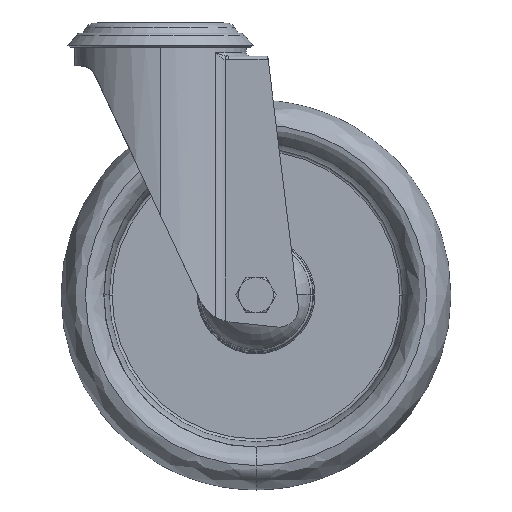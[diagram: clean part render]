
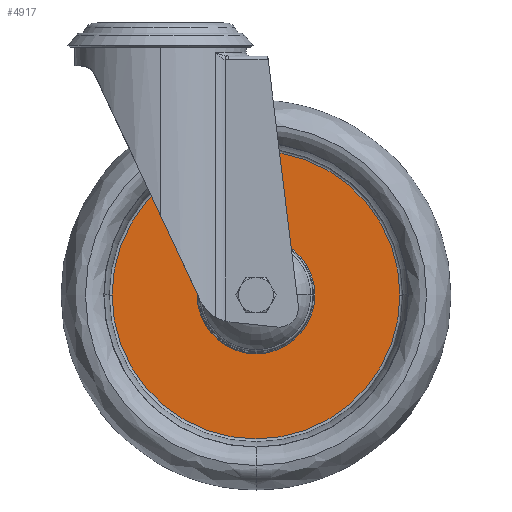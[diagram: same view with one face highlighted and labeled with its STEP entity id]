
A CAD part, top view. The second image highlights one B-rep face of the part: STEP entity #4917.
In plain terms, the highlighted planar face has unit normal (0, 0, 1).
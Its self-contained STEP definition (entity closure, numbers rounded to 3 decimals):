
#154 = AXIS2_PLACEMENT_3D ( 'NONE', #8093, #5263, #8913 ) ;
#378 = FACE_BOUND ( 'NONE', #7584, .T. ) ;
#626 = AXIS2_PLACEMENT_3D ( 'NONE', #7041, #1777, #5253 ) ;
#759 = CARTESIAN_POINT ( 'NONE',  ( 69.95, -120.692, -61.25 ) ) ;
#790 = ORIENTED_EDGE ( 'NONE', *, *, #6052, .F. ) ;
#1175 = CARTESIAN_POINT ( 'NONE',  ( 39.777, -120.692, -61.25 ) ) ;
#1624 = AXIS2_PLACEMENT_3D ( 'NONE', #5145, #3356, #2632 ) ;
#1777 = DIRECTION ( 'NONE',  ( 0., 0., 1. ) ) ;
#2632 = DIRECTION ( 'NONE',  ( -1., 0., 0. ) ) ;
#3356 = DIRECTION ( 'NONE',  ( 0., 0., -1. ) ) ;
#3928 = PLANE ( 'NONE',  #626 ) ;
#4218 = CIRCLE ( 'NONE', #1624, 73.814 ) ;
#4250 = EDGE_CURVE ( 'NONE', #10829, #8045, #4218, .T. ) ;
#4458 = CARTESIAN_POINT ( 'NONE',  ( 9.604, -120.692, -61.25 ) ) ;
#4563 = CIRCLE ( 'NONE', #9193, 30.173 ) ;
#4582 = VERTEX_POINT ( 'NONE', #759 ) ;
#4634 = ORIENTED_EDGE ( 'NONE', *, *, #4250, .F. ) ;
#4794 = ORIENTED_EDGE ( 'NONE', *, *, #9217, .F. ) ;
#4917 = ADVANCED_FACE ( 'NONE', ( #8336, #378 ), #3928, .T. ) ;
#5145 = CARTESIAN_POINT ( 'NONE',  ( 39.777, -120.692, -61.25 ) ) ;
#5253 = DIRECTION ( 'NONE',  ( -1., 0., 0. ) ) ;
#5263 = DIRECTION ( 'NONE',  ( 0., 0., -1. ) ) ;
#5994 = CARTESIAN_POINT ( 'NONE',  ( 39.777, -120.692, -61.25 ) ) ;
#6052 = EDGE_CURVE ( 'NONE', #7704, #4582, #10833, .T. ) ;
#7038 = EDGE_LOOP ( 'NONE', ( #4634, #4794 ) ) ;
#7041 = CARTESIAN_POINT ( 'NONE',  ( 39.777, -45.523, -61.25 ) ) ;
#7042 = CARTESIAN_POINT ( 'NONE',  ( -34.037, -120.692, -61.25 ) ) ;
#7382 = DIRECTION ( 'NONE',  ( 0., 0., 1. ) ) ;
#7584 = EDGE_LOOP ( 'NONE', ( #8699, #790 ) ) ;
#7704 = VERTEX_POINT ( 'NONE', #4458 ) ;
#8022 = EDGE_CURVE ( 'NONE', #4582, #7704, #4563, .T. ) ;
#8045 = VERTEX_POINT ( 'NONE', #7042 ) ;
#8093 = CARTESIAN_POINT ( 'NONE',  ( 39.777, -120.692, -61.25 ) ) ;
#8336 = FACE_OUTER_BOUND ( 'NONE', #7038, .T. ) ;
#8514 = CARTESIAN_POINT ( 'NONE',  ( 113.591, -120.692, -61.25 ) ) ;
#8699 = ORIENTED_EDGE ( 'NONE', *, *, #8022, .F. ) ;
#8906 = DIRECTION ( 'NONE',  ( 0., 0., 1. ) ) ;
#8913 = DIRECTION ( 'NONE',  ( -1., 0., 0. ) ) ;
#9193 = AXIS2_PLACEMENT_3D ( 'NONE', #5994, #8906, #11427 ) ;
#9217 = EDGE_CURVE ( 'NONE', #8045, #10829, #10709, .T. ) ;
#9352 = AXIS2_PLACEMENT_3D ( 'NONE', #1175, #7382, #11005 ) ;
#10709 = CIRCLE ( 'NONE', #154, 73.814 ) ;
#10829 = VERTEX_POINT ( 'NONE', #8514 ) ;
#10833 = CIRCLE ( 'NONE', #9352, 30.173 ) ;
#11005 = DIRECTION ( 'NONE',  ( 1., 0., 0. ) ) ;
#11427 = DIRECTION ( 'NONE',  ( 1., 0., 0. ) ) ;
